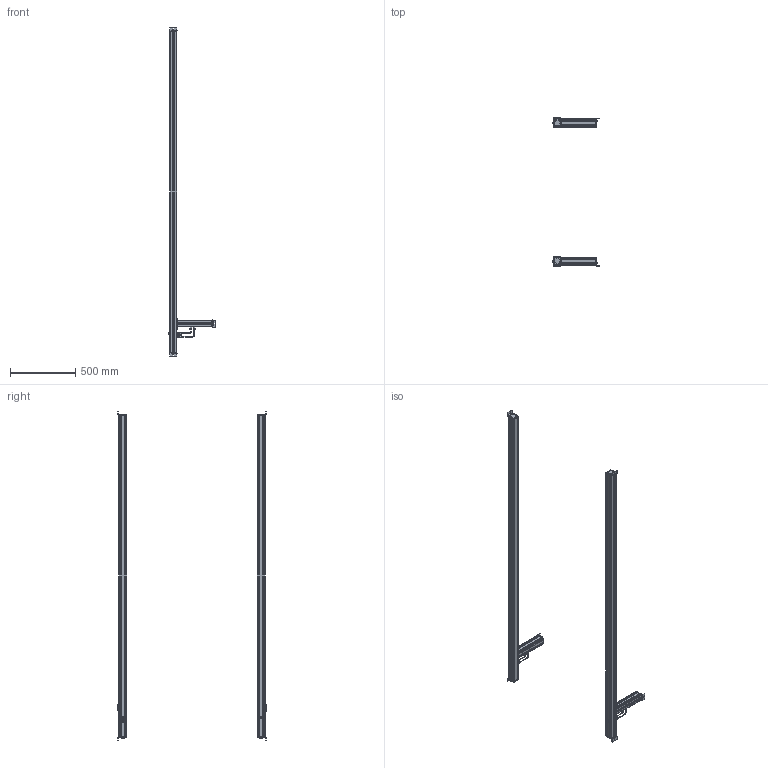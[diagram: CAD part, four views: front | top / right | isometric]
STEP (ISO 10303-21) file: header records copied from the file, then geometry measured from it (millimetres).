
FILE_DESCRIPTION(('CATIA V5 STEP Exchange'),'2;1');
FILE_NAME('SG-30_40-90-L.stp','2015-09-01T22:32:55+00:00',('none'),('none'),'CATIA Version 5 Release 18 GA (IN-10)','CATIA V5 STEP AP203','none');
FILE_SCHEMA(('CONFIG_CONTROL_DESIGN'));
Products named in the file (3): SG-14_30_40-06; SG-14_30_40-06 RX HEAD; SG-14_30_40-06 TX HEAD
Assembly tree (6 placements, depth 3):
  SG-14_30_40-06
    SG-14_30_40-06 RX HEAD
      #62
      #49403
    SG-14_30_40-06 TX HEAD
      #59101
      #49403
Bounding box: 368 x 1137.77 x 2526 mm (x, y, z)
Volume: 16262043.1 mm3; surface area: 2835733.7 mm2
Topology: 93 solids, 93 shells, 3095 faces, 7884 edges, 5149 vertices
Faces by surface type: cylinder 1466, plane 1216, cone 205, bspline 184, torus 24
Entity records: 107092 total; most frequent: CARTESIAN_POINT 43286, ORIENTED_EDGE 14604, DIRECTION 10116, EDGE_CURVE 7302, VERTEX_POINT 4766, AXIS2_PLACEMENT_3D 4065, VECTOR 3563, LINE 3563
